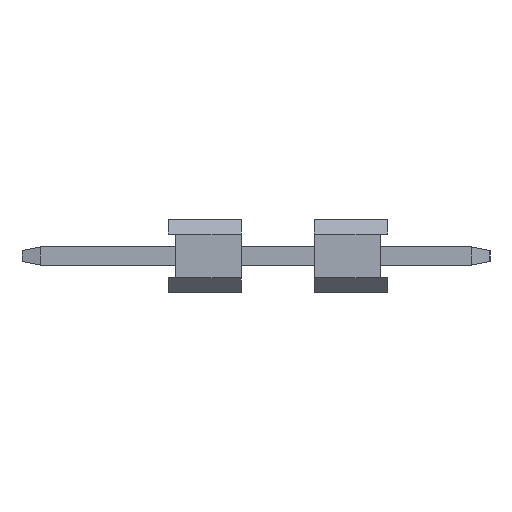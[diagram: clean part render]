
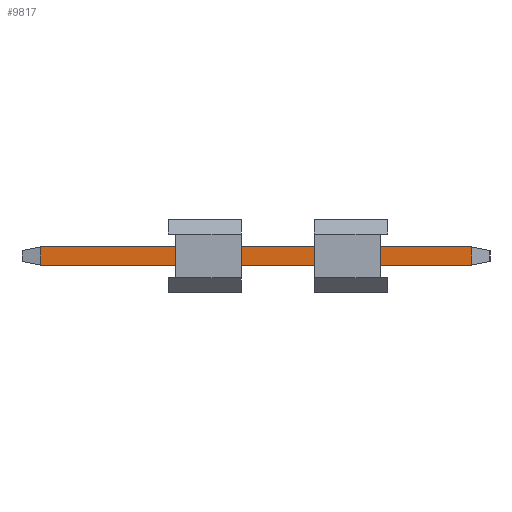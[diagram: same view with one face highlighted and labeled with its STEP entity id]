
A CAD part, left-side view. The second image highlights one B-rep face of the part: STEP entity #9817.
In plain terms, the highlighted planar face has unit normal (-1, 0, 0).
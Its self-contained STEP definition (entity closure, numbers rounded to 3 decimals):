
#9578=CARTESIAN_POINT('',(-0.25,-2.3,-0.25));
#9579=VERTEX_POINT('',#9578);
#9609=CARTESIAN_POINT('',(-0.25,9.5,-0.25));
#9610=VERTEX_POINT('',#9609);
#9611=CARTESIAN_POINT('',(-0.25,-2.3,-0.25));
#9612=DIRECTION('',(0.,1.,0.));
#9613=VECTOR('',#9612,11.8);
#9614=LINE('',#9611,#9613);
#9615=EDGE_CURVE('',#9579,#9610,#9614,.T.);
#9759=CARTESIAN_POINT('',(-0.25,-2.3,0.25));
#9760=VERTEX_POINT('',#9759);
#9785=CARTESIAN_POINT('',(-0.25,-2.3,0.25));
#9786=DIRECTION('',(0.,0.,-1.));
#9787=VECTOR('',#9786,0.5);
#9788=LINE('',#9785,#9787);
#9789=EDGE_CURVE('',#9760,#9579,#9788,.T.);
#9794=CARTESIAN_POINT('',(-0.25,-2.8,-0.25));
#9795=DIRECTION('',(0.,0.,1.));
#9796=DIRECTION('',(-1.,0.,0.));
#9797=AXIS2_PLACEMENT_3D('',#9794,#9796,#9795);
#9798=PLANE('',#9797);
#9799=ORIENTED_EDGE('',*,*,#9615,.F.);
#9800=ORIENTED_EDGE('',*,*,#9789,.F.);
#9801=CARTESIAN_POINT('',(-0.25,9.5,0.25));
#9802=VERTEX_POINT('',#9801);
#9803=CARTESIAN_POINT('',(-0.25,-2.3,0.25));
#9804=DIRECTION('',(0.,1.,0.));
#9805=VECTOR('',#9804,11.8);
#9806=LINE('',#9803,#9805);
#9807=EDGE_CURVE('',#9760,#9802,#9806,.T.);
#9808=ORIENTED_EDGE('',*,*,#9807,.T.);
#9809=CARTESIAN_POINT('',(-0.25,9.5,0.25));
#9810=DIRECTION('',(0.,0.,-1.));
#9811=VECTOR('',#9810,0.5);
#9812=LINE('',#9809,#9811);
#9813=EDGE_CURVE('',#9802,#9610,#9812,.T.);
#9814=ORIENTED_EDGE('',*,*,#9813,.T.);
#9815=EDGE_LOOP('',(#9799,#9800,#9808,#9814));
#9816=FACE_OUTER_BOUND('',#9815,.T.);
#9817=ADVANCED_FACE('',(#9816),#9798,.T.);
